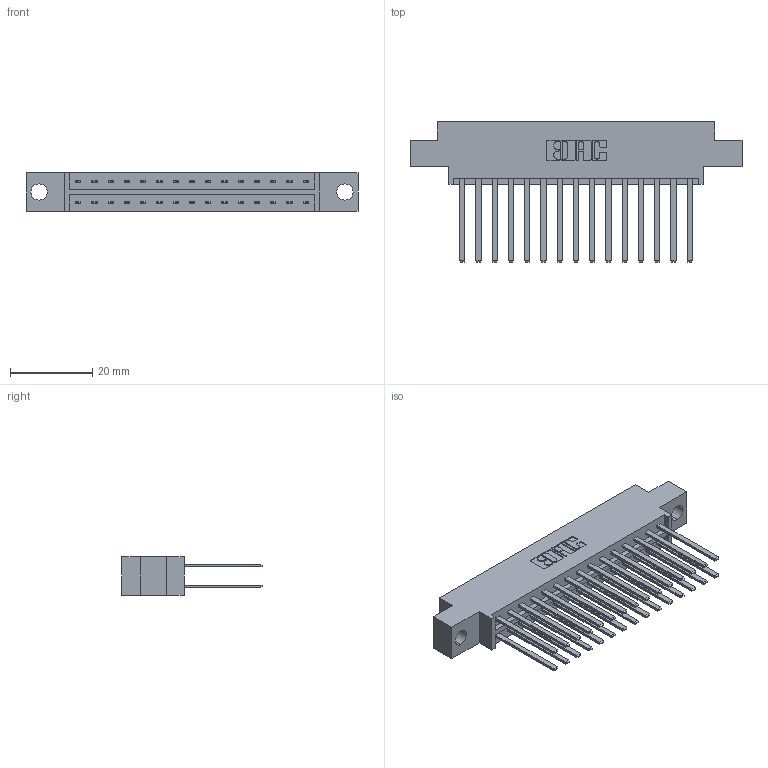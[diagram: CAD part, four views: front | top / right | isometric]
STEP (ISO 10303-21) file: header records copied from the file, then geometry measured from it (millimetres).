
FILE_DESCRIPTION (( 'STEP AP203' ), '1' );
FILE_NAME ('833-030-544-804.STEP', '2020-06-02T13:52:01', ( '' ), ( '' ), 'SwSTEP 2.0', 'SolidWorks 2020', '' );
FILE_SCHEMA (( 'CONFIG_CONTROL_DESIGN' ));
Length unit declared in the file: inch
Products named in the file (3): 833 Part_Offset - .156 Dia - TH; 345-292-001_345-293-144; 833-030-544-804
Assembly tree (31 placements, depth 2):
  833-030-544-804
    833 Part_Offset - .156 Dia - TH
    345-292-001_345-293-144  x30
Bounding box: 80.98 x 34.3 x 9.4 mm (x, y, z)
Volume: 8119.5 mm3; surface area: 10683.5 mm2
Topology: 31 solids, 31 shells, 1498 faces, 4433 edges, 2914 vertices
Faces by surface type: plane 1034, cylinder 464
Entity records: 13093 total; most frequent: CARTESIAN_POINT 2202, ORIENTED_EDGE 2138, DIRECTION 1925, EDGE_CURVE 1069, VECTOR 945, LINE 945, VERTEX_POINT 710, AXIS2_PLACEMENT_3D 490
